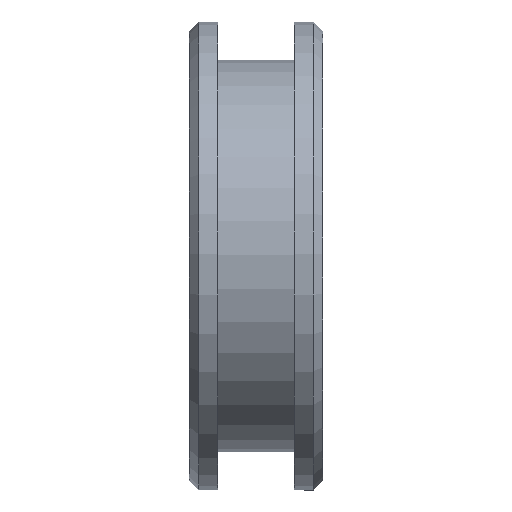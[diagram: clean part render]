
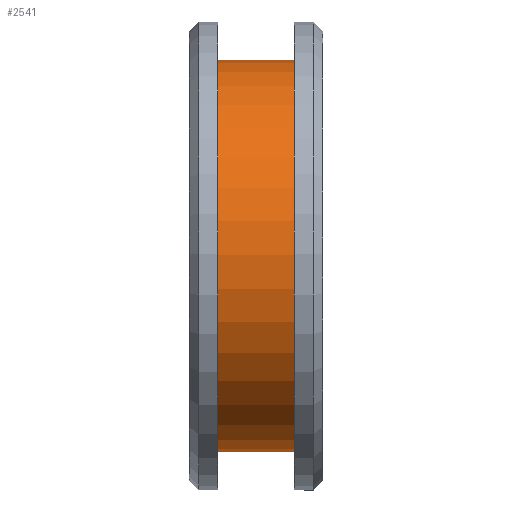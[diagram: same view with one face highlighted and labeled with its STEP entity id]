
A CAD part, front view. The second image highlights one B-rep face of the part: STEP entity #2541.
In plain terms, the highlighted cylindrical face has radius 20.5 mm (diameter 41 mm), a full revolution.
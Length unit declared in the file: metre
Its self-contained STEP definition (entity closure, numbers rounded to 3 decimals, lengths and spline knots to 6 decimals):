
#42=CYLINDRICAL_SURFACE('',#2823,0.0205);
#640=CIRCLE('',#2759,0.0205);
#642=CIRCLE('',#2763,0.0205);
#1385=ORIENTED_EDGE('',*,*,#1700,.F.);
#1386=ORIENTED_EDGE('',*,*,#1702,.F.);
#1700=EDGE_CURVE('',#1988,#1988,#640,.T.);
#1702=EDGE_CURVE('',#1990,#1990,#642,.T.);
#1988=VERTEX_POINT('',#4359);
#1990=VERTEX_POINT('',#4365);
#2203=EDGE_LOOP('',(#1385));
#2204=EDGE_LOOP('',(#1386));
#2361=FACE_BOUND('',#2203,.T.);
#2362=FACE_BOUND('',#2204,.T.);
#2541=ADVANCED_FACE('',(#2361,#2362),#42,.T.);
#2759=AXIS2_PLACEMENT_3D('',#4358,#3374,#3375);
#2763=AXIS2_PLACEMENT_3D('',#4364,#3382,#3383);
#2823=AXIS2_PLACEMENT_3D('',#4481,#3558,#3559);
#3374=DIRECTION('',(1.,0.,0.));
#3375=DIRECTION('',(0.,-0.87,-0.494));
#3382=DIRECTION('',(-1.,0.,0.));
#3383=DIRECTION('',(0.,0.87,0.494));
#3558=DIRECTION('',(-1.,0.,0.));
#3559=DIRECTION('',(0.,0.87,0.494));
#4358=CARTESIAN_POINT('',(-0.123949,0.038,0.048918));
#4359=CARTESIAN_POINT('',(-0.123949,0.020174,0.038794));
#4364=CARTESIAN_POINT('',(-0.131949,0.038,0.048918));
#4365=CARTESIAN_POINT('',(-0.131949,0.055826,0.059042));
#4481=CARTESIAN_POINT('',(-0.120949,0.038,0.048918));
